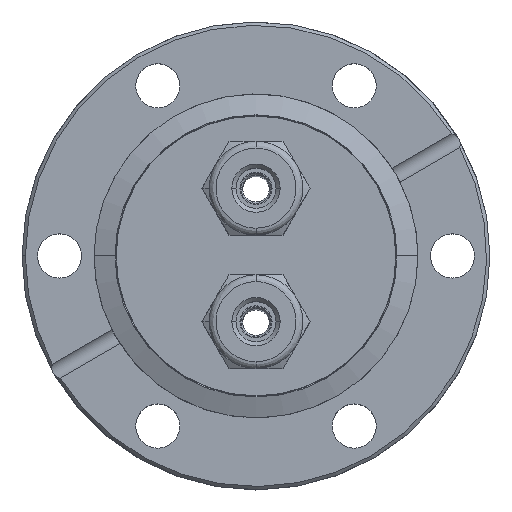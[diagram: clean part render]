
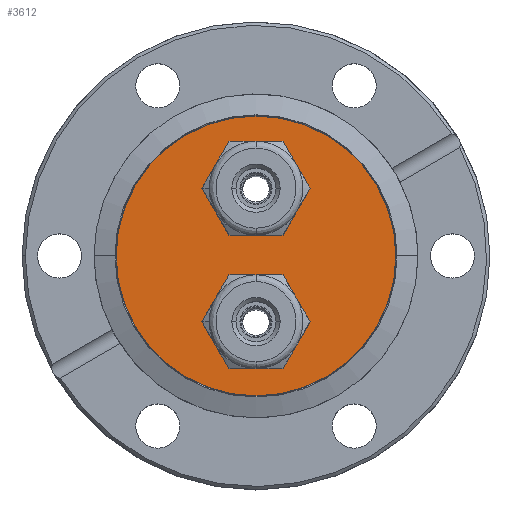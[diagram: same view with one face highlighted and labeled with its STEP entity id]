
A CAD part, top view. The second image highlights one B-rep face of the part: STEP entity #3612.
In plain terms, the highlighted planar face has unit normal (0, 0, 1).
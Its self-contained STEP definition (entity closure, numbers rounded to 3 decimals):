
#970 = CIRCLE ( 'NONE', #7280, 5.11 ) ;
#988 = CARTESIAN_POINT ( 'NONE',  ( 0., -10., -1.2 ) ) ;
#1061 = CARTESIAN_POINT ( 'NONE',  ( -5.11, -10., -1.2 ) ) ;
#1079 = EDGE_CURVE ( 'NONE', #5524, #8020, #970, .T. ) ;
#1195 = CIRCLE ( 'NONE', #8211, 20.898 ) ;
#2294 = DIRECTION ( 'NONE',  ( 1., 0., 0. ) ) ;
#2534 = CIRCLE ( 'NONE', #7195, 20.898 ) ;
#2618 = CARTESIAN_POINT ( 'NONE',  ( 0., 0., -1.2 ) ) ;
#3179 = ORIENTED_EDGE ( 'NONE', *, *, #14876, .F. ) ;
#3186 = DIRECTION ( 'NONE',  ( 0., 0., 1. ) ) ;
#3242 = DIRECTION ( 'NONE',  ( 0., 0., 1. ) ) ;
#3260 = EDGE_CURVE ( 'NONE', #3777, #10221, #12002, .T. ) ;
#3612 = ADVANCED_FACE ( 'NONE', ( #4536, #14670, #11566 ), #12398, .T. ) ;
#3777 = VERTEX_POINT ( 'NONE', #1061 ) ;
#3795 = DIRECTION ( 'NONE',  ( 0., 0., 1. ) ) ;
#3957 = DIRECTION ( 'NONE',  ( 1., 0., 0. ) ) ;
#4152 = CARTESIAN_POINT ( 'NONE',  ( 0., 10., -1.2 ) ) ;
#4330 = CARTESIAN_POINT ( 'NONE',  ( -20.898, 0., -1.2 ) ) ;
#4536 = FACE_OUTER_BOUND ( 'NONE', #11135, .T. ) ;
#5471 = DIRECTION ( 'NONE',  ( 1., 0., 0. ) ) ;
#5524 = VERTEX_POINT ( 'NONE', #7319 ) ;
#5600 = AXIS2_PLACEMENT_3D ( 'NONE', #15074, #7132, #16415 ) ;
#5711 = ORIENTED_EDGE ( 'NONE', *, *, #8509, .T. ) ;
#6271 = CARTESIAN_POINT ( 'NONE',  ( 20.898, 0., -1.2 ) ) ;
#7132 = DIRECTION ( 'NONE',  ( 0., 0., 1. ) ) ;
#7195 = AXIS2_PLACEMENT_3D ( 'NONE', #2618, #11888, #3957 ) ;
#7280 = AXIS2_PLACEMENT_3D ( 'NONE', #11745, #3795, #13070 ) ;
#7319 = CARTESIAN_POINT ( 'NONE',  ( -5.11, 10., -1.2 ) ) ;
#8020 = VERTEX_POINT ( 'NONE', #9020 ) ;
#8046 = VERTEX_POINT ( 'NONE', #6271 ) ;
#8211 = AXIS2_PLACEMENT_3D ( 'NONE', #11199, #3242, #12520 ) ;
#8509 = EDGE_CURVE ( 'NONE', #17044, #8046, #1195, .T. ) ;
#8631 = EDGE_LOOP ( 'NONE', ( #10195, #3179 ) ) ;
#9020 = CARTESIAN_POINT ( 'NONE',  ( 5.11, 10., -1.2 ) ) ;
#10195 = ORIENTED_EDGE ( 'NONE', *, *, #1079, .F. ) ;
#10221 = VERTEX_POINT ( 'NONE', #16192 ) ;
#10258 = DIRECTION ( 'NONE',  ( 0., 0., 1. ) ) ;
#10769 = CIRCLE ( 'NONE', #12341, 5.11 ) ;
#11135 = EDGE_LOOP ( 'NONE', ( #11240, #5711 ) ) ;
#11138 = CARTESIAN_POINT ( 'NONE',  ( 0., 0., -1.2 ) ) ;
#11151 = EDGE_LOOP ( 'NONE', ( #15068, #14664 ) ) ;
#11199 = CARTESIAN_POINT ( 'NONE',  ( 0., 0., -1.2 ) ) ;
#11240 = ORIENTED_EDGE ( 'NONE', *, *, #12871, .T. ) ;
#11566 = FACE_BOUND ( 'NONE', #11151, .T. ) ;
#11686 = EDGE_CURVE ( 'NONE', #10221, #3777, #13592, .T. ) ;
#11745 = CARTESIAN_POINT ( 'NONE',  ( 0., 10., -1.2 ) ) ;
#11888 = DIRECTION ( 'NONE',  ( 0., 0., 1. ) ) ;
#12002 = CIRCLE ( 'NONE', #5600, 5.11 ) ;
#12341 = AXIS2_PLACEMENT_3D ( 'NONE', #4152, #13412, #5471 ) ;
#12398 = PLANE ( 'NONE',  #17050 ) ;
#12459 = DIRECTION ( 'NONE',  ( 1., 0., 0. ) ) ;
#12520 = DIRECTION ( 'NONE',  ( 1., 0., 0. ) ) ;
#12871 = EDGE_CURVE ( 'NONE', #8046, #17044, #2534, .T. ) ;
#13070 = DIRECTION ( 'NONE',  ( 1., 0., 0. ) ) ;
#13412 = DIRECTION ( 'NONE',  ( 0., 0., 1. ) ) ;
#13592 = CIRCLE ( 'NONE', #15109, 5.11 ) ;
#14664 = ORIENTED_EDGE ( 'NONE', *, *, #11686, .F. ) ;
#14670 = FACE_BOUND ( 'NONE', #8631, .T. ) ;
#14876 = EDGE_CURVE ( 'NONE', #8020, #5524, #10769, .T. ) ;
#15068 = ORIENTED_EDGE ( 'NONE', *, *, #3260, .F. ) ;
#15074 = CARTESIAN_POINT ( 'NONE',  ( 0., -10., -1.2 ) ) ;
#15109 = AXIS2_PLACEMENT_3D ( 'NONE', #988, #10258, #2294 ) ;
#16192 = CARTESIAN_POINT ( 'NONE',  ( 5.11, -10., -1.2 ) ) ;
#16415 = DIRECTION ( 'NONE',  ( 1., 0., 0. ) ) ;
#17044 = VERTEX_POINT ( 'NONE', #4330 ) ;
#17050 = AXIS2_PLACEMENT_3D ( 'NONE', #11138, #3186, #12459 ) ;
